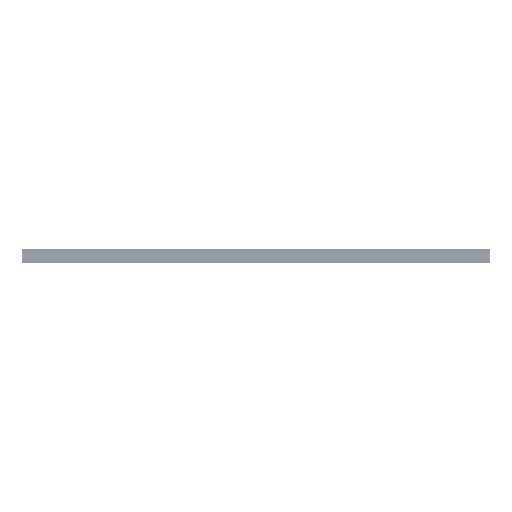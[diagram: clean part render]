
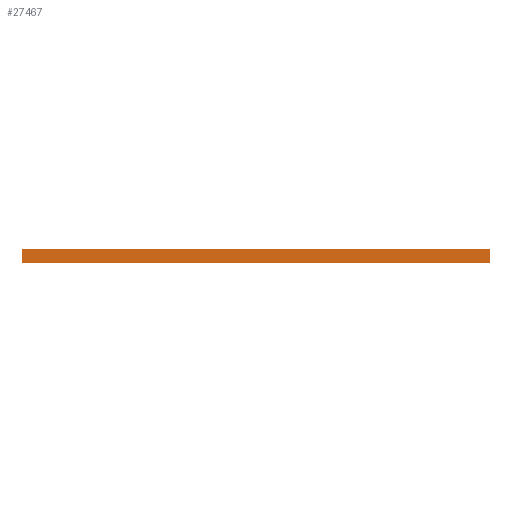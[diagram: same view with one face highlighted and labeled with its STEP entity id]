
A CAD part, left-side view. The second image highlights one B-rep face of the part: STEP entity #27467.
In plain terms, the highlighted planar face has unit normal (-1, 0, 0).
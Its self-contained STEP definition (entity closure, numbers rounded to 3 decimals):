
#20=LINE('',#41368,#32);
#21=LINE('',#41371,#33);
#22=LINE('',#41373,#34);
#23=LINE('',#41375,#35);
#32=VECTOR('',#36565,1000.);
#33=VECTOR('',#36566,1000.);
#34=VECTOR('',#36567,1000.);
#35=VECTOR('',#36568,1000.);
#3498=ORIENTED_EDGE('',*,*,#6132,.F.);
#3499=ORIENTED_EDGE('',*,*,#6133,.F.);
#3500=ORIENTED_EDGE('',*,*,#6134,.T.);
#3501=ORIENTED_EDGE('',*,*,#6135,.T.);
#6132=EDGE_CURVE('',#7880,#7881,#20,.T.);
#6133=EDGE_CURVE('',#7882,#7880,#21,.T.);
#6134=EDGE_CURVE('',#7882,#7883,#22,.T.);
#6135=EDGE_CURVE('',#7883,#7881,#23,.T.);
#7880=VERTEX_POINT('',#41369);
#7881=VERTEX_POINT('',#41370);
#7882=VERTEX_POINT('',#41372);
#7883=VERTEX_POINT('',#41374);
#12222=EDGE_LOOP('',(#3498,#3499,#3500,#3501));
#15700=FACE_BOUND('',#12222,.T.);
#17023=PLANE('',#30502);
#27467=ADVANCED_FACE('',(#15700),#17023,.T.);
#30502=AXIS2_PLACEMENT_3D('',#41367,#36563,#36564);
#36563=DIRECTION('',(-1.,0.,0.));
#36564=DIRECTION('',(0.,0.,1.));
#36565=DIRECTION('',(0.,-1.,0.));
#36566=DIRECTION('',(0.,0.,1.));
#36567=DIRECTION('',(0.,-1.,0.));
#36568=DIRECTION('',(0.,0.,1.));
#41367=CARTESIAN_POINT('',(-35.,25.,-1.6));
#41368=CARTESIAN_POINT('',(-35.,25.,0.));
#41369=CARTESIAN_POINT('',(-35.,25.,0.));
#41370=CARTESIAN_POINT('',(-35.,-25.,0.));
#41371=CARTESIAN_POINT('',(-35.,25.,-1.6));
#41372=CARTESIAN_POINT('',(-35.,25.,-1.6));
#41373=CARTESIAN_POINT('',(-35.,25.,-1.6));
#41374=CARTESIAN_POINT('',(-35.,-25.,-1.6));
#41375=CARTESIAN_POINT('',(-35.,-25.,-1.6));
